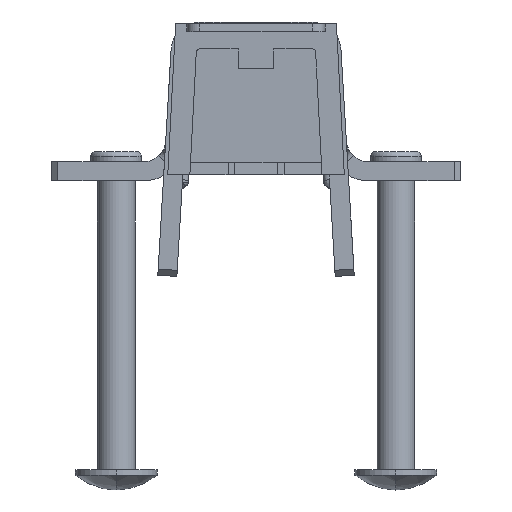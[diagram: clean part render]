
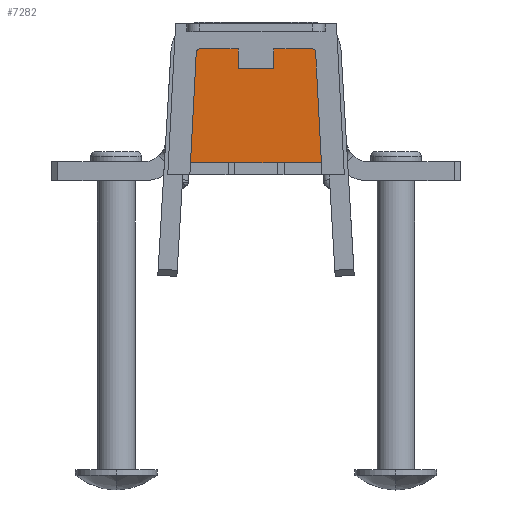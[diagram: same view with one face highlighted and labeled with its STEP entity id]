
A CAD part, front view. The second image highlights one B-rep face of the part: STEP entity #7282.
In plain terms, the highlighted planar face has unit normal (0, -1, -0.018).
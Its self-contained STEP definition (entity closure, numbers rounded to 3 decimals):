
#7 =( BOUNDED_CURVE ( )  B_SPLINE_CURVE ( 3, ( #21976, #21993, #21994, #21995 ),
 .UNSPECIFIED., .F., .T. ) 
 B_SPLINE_CURVE_WITH_KNOTS ( ( 4, 4 ),
 ( 1.623, 3.142 ),
 .UNSPECIFIED. ) 
 CURVE ( )  GEOMETRIC_REPRESENTATION_ITEM ( )  RATIONAL_B_SPLINE_CURVE ( ( 1., 0.817, 0.817, 1. ) ) 
 REPRESENTATION_ITEM ( '' )  );
#15 =( BOUNDED_CURVE ( )  B_SPLINE_CURVE ( 3, ( #21970, #21983, #21984, #21985 ),
 .UNSPECIFIED., .F., .T. ) 
 B_SPLINE_CURVE_WITH_KNOTS ( ( 4, 4 ),
 ( 3.142, 4.66 ),
 .UNSPECIFIED. ) 
 CURVE ( )  GEOMETRIC_REPRESENTATION_ITEM ( )  RATIONAL_B_SPLINE_CURVE ( ( 1., 0.817, 0.817, 1. ) ) 
 REPRESENTATION_ITEM ( '' )  );
#460 = EDGE_CURVE ( 'NONE', #18385, #18138, #3759, .T. ) ;
#468 = EDGE_CURVE ( 'NONE', #18349, #18339, #3770, .T. ) ;
#470 = EDGE_CURVE ( 'NONE', #18402, #18341, #15, .T. ) ;
#472 = EDGE_CURVE ( 'NONE', #18341, #18385, #3776, .T. ) ;
#474 = EDGE_CURVE ( 'NONE', #18356, #18421, #7, .T. ) ;
#476 = EDGE_CURVE ( 'NONE', #18421, #18422, #3783, .T. ) ;
#477 = EDGE_CURVE ( 'NONE', #18138, #18356, #3785, .T. ) ;
#478 = EDGE_CURVE ( 'NONE', #18454, #18349, #3787, .T. ) ;
#479 = EDGE_CURVE ( 'NONE', #18422, #18454, #3789, .T. ) ;
#480 = EDGE_CURVE ( 'NONE', #18339, #18402, #3791, .T. ) ;
#3744 = VECTOR ( 'NONE', #21980, 1000. ) ;
#3759 = LINE ( 'NONE', #21959, #3760 ) ;
#3760 = VECTOR ( 'NONE', #21960, 1000. ) ;
#3770 = LINE ( 'NONE', #21975, #3744 ) ;
#3776 = LINE ( 'NONE', #21988, #3777 ) ;
#3777 = VECTOR ( 'NONE', #21989, 1000. ) ;
#3783 = LINE ( 'NONE', #21998, #3784 ) ;
#3784 = VECTOR ( 'NONE', #21999, 1000. ) ;
#3785 = LINE ( 'NONE', #22000, #3786 ) ;
#3786 = VECTOR ( 'NONE', #22001, 1000. ) ;
#3787 = LINE ( 'NONE', #22002, #3788 ) ;
#3788 = VECTOR ( 'NONE', #22003, 1000. ) ;
#3789 = LINE ( 'NONE', #22004, #3790 ) ;
#3790 = VECTOR ( 'NONE', #22005, 1000. ) ;
#3791 = LINE ( 'NONE', #22006, #3792 ) ;
#3792 = VECTOR ( 'NONE', #22007, 1000. ) ;
#7282 = ADVANCED_FACE ( 'NONE', ( #22750 ), #10228, .T. ) ;
#7971 = ORIENTED_EDGE ( 'NONE', *, *, #480, .T. ) ;
#7972 = ORIENTED_EDGE ( 'NONE', *, *, #468, .T. ) ;
#7973 = ORIENTED_EDGE ( 'NONE', *, *, #478, .T. ) ;
#7974 = ORIENTED_EDGE ( 'NONE', *, *, #479, .T. ) ;
#7975 = ORIENTED_EDGE ( 'NONE', *, *, #476, .T. ) ;
#7976 = ORIENTED_EDGE ( 'NONE', *, *, #474, .T. ) ;
#7977 = ORIENTED_EDGE ( 'NONE', *, *, #477, .T. ) ;
#7978 = ORIENTED_EDGE ( 'NONE', *, *, #460, .T. ) ;
#7979 = ORIENTED_EDGE ( 'NONE', *, *, #472, .T. ) ;
#7980 = ORIENTED_EDGE ( 'NONE', *, *, #470, .T. ) ;
#8259 = AXIS2_PLACEMENT_3D ( 'NONE', #10227, #10230, #10231 ) ;
#10227 = CARTESIAN_POINT ( 'NONE',  ( 16.53, -73.165, -35.116 ) ) ;
#10228 = PLANE ( 'NONE',  #8259 ) ;
#10230 = DIRECTION ( 'NONE',  ( 0., -1., -0.017 ) ) ;
#10231 = DIRECTION ( 'NONE',  ( 0., -0.017, 1. ) ) ;
#10342 = CARTESIAN_POINT ( 'NONE',  ( 16.334, -73.165, -35.116 ) ) ;
#10418 = CARTESIAN_POINT ( 'NONE',  ( -4.462, -73.66, -6.744 ) ) ;
#10420 = CARTESIAN_POINT ( 'NONE',  ( -14.918, -73.647, -7.466 ) ) ;
#10428 = CARTESIAN_POINT ( 'NONE',  ( -4.462, -73.577, -11.506 ) ) ;
#10435 = CARTESIAN_POINT ( 'NONE',  ( 14.885, -73.647, -7.466 ) ) ;
#10460 = CARTESIAN_POINT ( 'NONE',  ( -16.367, -73.165, -35.116 ) ) ;
#10477 = CARTESIAN_POINT ( 'NONE',  ( -14.157, -73.66, -6.744 ) ) ;
#10496 = CARTESIAN_POINT ( 'NONE',  ( 14.124, -73.66, -6.744 ) ) ;
#10497 = CARTESIAN_POINT ( 'NONE',  ( 4.428, -73.66, -6.744 ) ) ;
#10527 = CARTESIAN_POINT ( 'NONE',  ( 4.428, -73.577, -11.506 ) ) ;
#18138 = VERTEX_POINT ( 'NONE', #10342 ) ;
#18339 = VERTEX_POINT ( 'NONE', #10418 ) ;
#18341 = VERTEX_POINT ( 'NONE', #10420 ) ;
#18349 = VERTEX_POINT ( 'NONE', #10428 ) ;
#18356 = VERTEX_POINT ( 'NONE', #10435 ) ;
#18385 = VERTEX_POINT ( 'NONE', #10460 ) ;
#18402 = VERTEX_POINT ( 'NONE', #10477 ) ;
#18421 = VERTEX_POINT ( 'NONE', #10496 ) ;
#18422 = VERTEX_POINT ( 'NONE', #10497 ) ;
#18454 = VERTEX_POINT ( 'NONE', #10527 ) ;
#18864 = EDGE_LOOP ( 'NONE', ( #7980, #7979, #7978, #7977, #7976, #7975, #7974, #7973, #7972, #7971 ) ) ;
#21959 = CARTESIAN_POINT ( 'NONE',  ( -0.017, -73.165, -35.116 ) ) ;
#21960 = DIRECTION ( 'NONE',  ( 1., 0., 0. ) ) ;
#21970 = CARTESIAN_POINT ( 'NONE',  ( -14.157, -73.66, -6.744 ) ) ;
#21975 = CARTESIAN_POINT ( 'NONE',  ( -4.462, -73.165, -35.116 ) ) ;
#21976 = CARTESIAN_POINT ( 'NONE',  ( 14.885, -73.647, -7.466 ) ) ;
#21980 = DIRECTION ( 'NONE',  ( 0., -0.017, 1. ) ) ;
#21983 = CARTESIAN_POINT ( 'NONE',  ( -14.585, -73.66, -6.744 ) ) ;
#21984 = CARTESIAN_POINT ( 'NONE',  ( -14.895, -73.655, -7.038 ) ) ;
#21985 = CARTESIAN_POINT ( 'NONE',  ( -14.918, -73.647, -7.466 ) ) ;
#21988 = CARTESIAN_POINT ( 'NONE',  ( -14.918, -73.647, -7.466 ) ) ;
#21989 = DIRECTION ( 'NONE',  ( -0.052, 0.017, -0.998 ) ) ;
#21993 = CARTESIAN_POINT ( 'NONE',  ( 14.862, -73.655, -7.038 ) ) ;
#21994 = CARTESIAN_POINT ( 'NONE',  ( 14.552, -73.66, -6.744 ) ) ;
#21995 = CARTESIAN_POINT ( 'NONE',  ( 14.124, -73.66, -6.744 ) ) ;
#21998 = CARTESIAN_POINT ( 'NONE',  ( 9.276, -73.66, -6.744 ) ) ;
#21999 = DIRECTION ( 'NONE',  ( -1., 0., 0. ) ) ;
#22000 = CARTESIAN_POINT ( 'NONE',  ( 16.334, -73.165, -35.116 ) ) ;
#22001 = DIRECTION ( 'NONE',  ( -0.052, -0.017, 0.998 ) ) ;
#22002 = CARTESIAN_POINT ( 'NONE',  ( -0.017, -73.577, -11.506 ) ) ;
#22003 = DIRECTION ( 'NONE',  ( -1., 0., 0. ) ) ;
#22004 = CARTESIAN_POINT ( 'NONE',  ( 4.428, -73.165, -35.116 ) ) ;
#22005 = DIRECTION ( 'NONE',  ( 0., 0.017, -1. ) ) ;
#22006 = CARTESIAN_POINT ( 'NONE',  ( -9.309, -73.66, -6.744 ) ) ;
#22007 = DIRECTION ( 'NONE',  ( -1., 0., 0. ) ) ;
#22750 = FACE_OUTER_BOUND ( 'NONE', #18864, .T. ) ;
